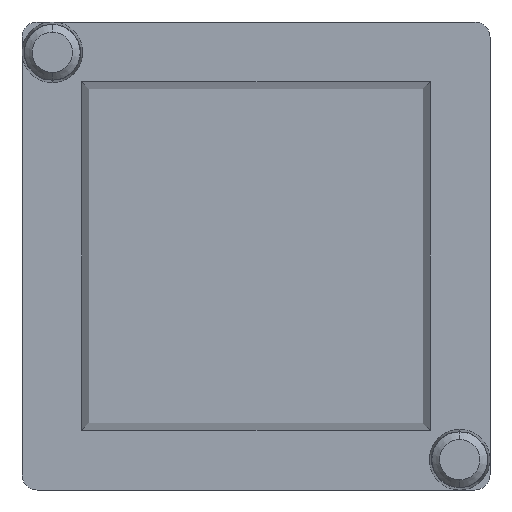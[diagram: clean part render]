
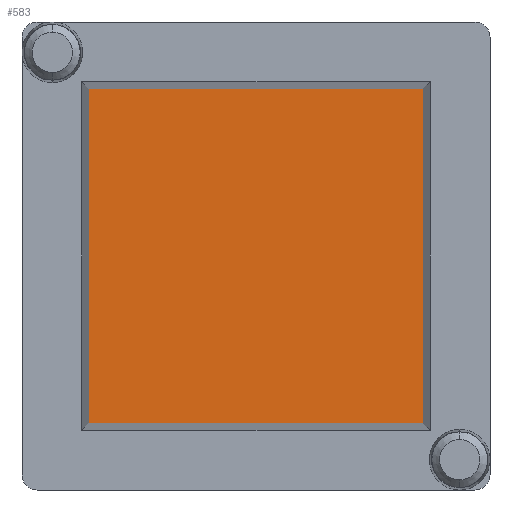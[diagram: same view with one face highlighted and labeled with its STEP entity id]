
A CAD part, front view. The second image highlights one B-rep face of the part: STEP entity #583.
In plain terms, the highlighted planar face has unit normal (0, -1, 0).
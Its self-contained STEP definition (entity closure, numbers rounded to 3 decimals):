
#75 = VECTOR ( 'NONE', #862, 1000. ) ;
#131 = CARTESIAN_POINT ( 'NONE',  ( 0., 2.067, 0. ) ) ;
#207 = PLANE ( 'NONE',  #421 ) ;
#216 = ORIENTED_EDGE ( 'NONE', *, *, #534, .T. ) ;
#251 = VERTEX_POINT ( 'NONE', #332 ) ;
#258 = VERTEX_POINT ( 'NONE', #357 ) ;
#314 = LINE ( 'NONE', #994, #804 ) ;
#332 = CARTESIAN_POINT ( 'NONE',  ( 1.677, 2.067, 1.677 ) ) ;
#357 = CARTESIAN_POINT ( 'NONE',  ( 1.677, 2.067, -1.677 ) ) ;
#359 = CARTESIAN_POINT ( 'NONE',  ( -1.677, 2.067, 1.677 ) ) ;
#368 = ORIENTED_EDGE ( 'NONE', *, *, #548, .T. ) ;
#421 = AXIS2_PLACEMENT_3D ( 'NONE', #131, #1075, #620 ) ;
#493 = EDGE_CURVE ( 'NONE', #1033, #554, #314, .T. ) ;
#534 = EDGE_CURVE ( 'NONE', #251, #1033, #1064, .T. ) ;
#546 = VECTOR ( 'NONE', #817, 1000. ) ;
#548 = EDGE_CURVE ( 'NONE', #258, #251, #679, .T. ) ;
#554 = VERTEX_POINT ( 'NONE', #769 ) ;
#583 = ADVANCED_FACE ( 'NONE', ( #923 ), #207, .T. ) ;
#620 = DIRECTION ( 'NONE',  ( 0., 0., -1. ) ) ;
#679 = LINE ( 'NONE', #1095, #546 ) ;
#721 = EDGE_CURVE ( 'NONE', #554, #258, #943, .T. ) ;
#742 = VECTOR ( 'NONE', #1087, 1000. ) ;
#769 = CARTESIAN_POINT ( 'NONE',  ( -1.677, 2.067, -1.677 ) ) ;
#797 = ORIENTED_EDGE ( 'NONE', *, *, #493, .T. ) ;
#804 = VECTOR ( 'NONE', #1001, 1000. ) ;
#817 = DIRECTION ( 'NONE',  ( 0., 0., 1. ) ) ;
#862 = DIRECTION ( 'NONE',  ( 1., 0., 0. ) ) ;
#923 = FACE_OUTER_BOUND ( 'NONE', #930, .T. ) ;
#930 = EDGE_LOOP ( 'NONE', ( #797, #1092, #368, #216 ) ) ;
#938 = CARTESIAN_POINT ( 'NONE',  ( 0., 2.067, -1.677 ) ) ;
#943 = LINE ( 'NONE', #938, #75 ) ;
#994 = CARTESIAN_POINT ( 'NONE',  ( -1.677, 2.067, 0. ) ) ;
#1001 = DIRECTION ( 'NONE',  ( 0., 0., -1. ) ) ;
#1033 = VERTEX_POINT ( 'NONE', #359 ) ;
#1064 = LINE ( 'NONE', #1111, #742 ) ;
#1075 = DIRECTION ( 'NONE',  ( 0., -1., 0. ) ) ;
#1087 = DIRECTION ( 'NONE',  ( -1., 0., 0. ) ) ;
#1092 = ORIENTED_EDGE ( 'NONE', *, *, #721, .T. ) ;
#1095 = CARTESIAN_POINT ( 'NONE',  ( 1.677, 2.067, 0. ) ) ;
#1111 = CARTESIAN_POINT ( 'NONE',  ( 0., 2.067, 1.677 ) ) ;
